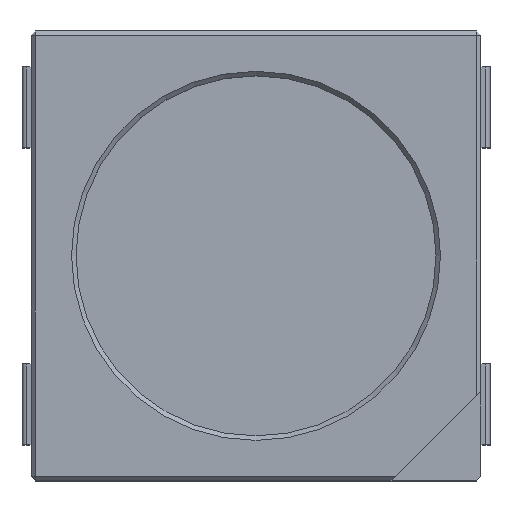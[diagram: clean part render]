
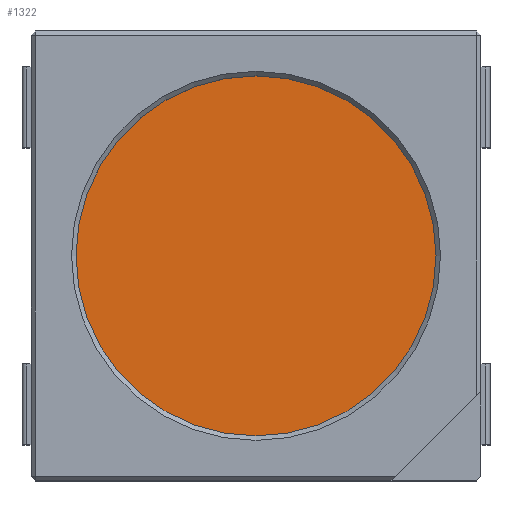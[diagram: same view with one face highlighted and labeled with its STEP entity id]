
A CAD part, top view. The second image highlights one B-rep face of the part: STEP entity #1322.
In plain terms, the highlighted planar face has unit normal (0, 0, 1).
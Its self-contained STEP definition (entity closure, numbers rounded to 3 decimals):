
#599 = VERTEX_POINT('',#600);
#600 = CARTESIAN_POINT('',(-2.,0.,1.35));
#606 = EDGE_CURVE('',#599,#599,#607,.T.);
#607 = CIRCLE('',#608,2.);
#608 = AXIS2_PLACEMENT_3D('',#609,#610,#611);
#609 = CARTESIAN_POINT('',(0.,0.,1.35));
#610 = DIRECTION('',(0.,0.,1.));
#611 = DIRECTION('',(-1.,0.,0.));
#1322 = ADVANCED_FACE('',(#1323),#1326,.T.);
#1323 = FACE_BOUND('',#1324,.T.);
#1324 = EDGE_LOOP('',(#1325));
#1325 = ORIENTED_EDGE('',*,*,#606,.T.);
#1326 = PLANE('',#1327);
#1327 = AXIS2_PLACEMENT_3D('',#1328,#1329,#1330);
#1328 = CARTESIAN_POINT('',(0.,0.,1.35));
#1329 = DIRECTION('',(0.,0.,1.));
#1330 = DIRECTION('',(-1.,0.,0.));
